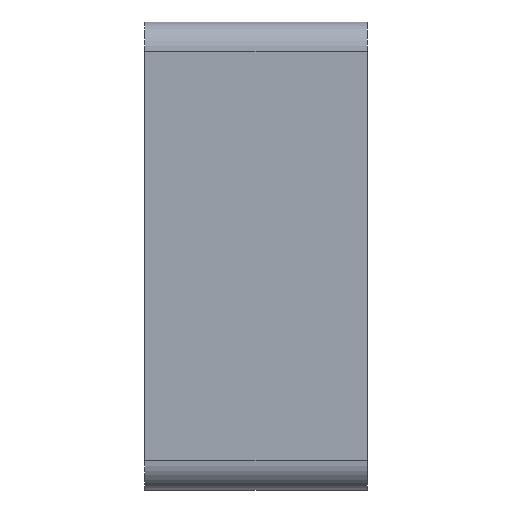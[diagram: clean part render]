
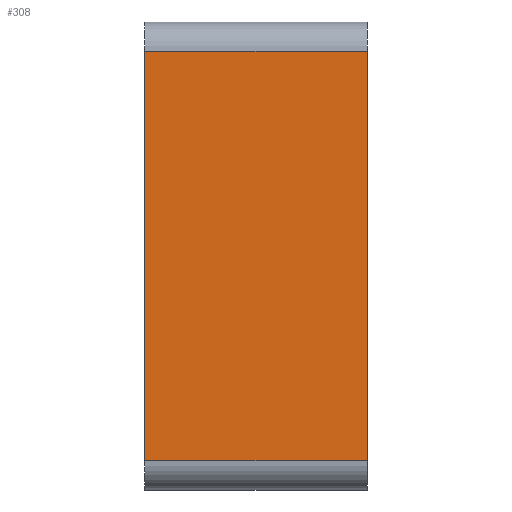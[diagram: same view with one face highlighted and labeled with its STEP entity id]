
A CAD part, left-side view. The second image highlights one B-rep face of the part: STEP entity #308.
In plain terms, the highlighted planar face has unit normal (-1, 0, 0).
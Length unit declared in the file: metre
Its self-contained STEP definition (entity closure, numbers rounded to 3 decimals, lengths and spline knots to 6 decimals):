
#28=PLANE('',#341);
#36=LINE('',#463,#66);
#41=LINE('',#485,#71);
#50=LINE('',#499,#80);
#55=LINE('',#508,#85);
#66=VECTOR('',#373,1.);
#71=VECTOR('',#392,1.);
#80=VECTOR('',#407,1.);
#85=VECTOR('',#416,1.);
#166=ORIENTED_EDGE('',*,*,#211,.F.);
#167=ORIENTED_EDGE('',*,*,#197,.T.);
#168=ORIENTED_EDGE('',*,*,#206,.T.);
#169=ORIENTED_EDGE('',*,*,#187,.T.);
#187=EDGE_CURVE('',#230,#228,#36,.T.);
#197=EDGE_CURVE('',#237,#239,#41,.T.);
#206=EDGE_CURVE('',#239,#230,#50,.T.);
#211=EDGE_CURVE('',#237,#228,#55,.T.);
#228=VERTEX_POINT('',#461);
#230=VERTEX_POINT('',#464);
#237=VERTEX_POINT('',#480);
#239=VERTEX_POINT('',#484);
#270=EDGE_LOOP('',(#166,#167,#168,#169));
#286=FACE_BOUND('',#270,.T.);
#308=ADVANCED_FACE('',(#286),#28,.F.);
#341=AXIS2_PLACEMENT_3D('',#516,#427,#428);
#373=DIRECTION('',(0.,1.,0.));
#392=DIRECTION('',(0.,-1.,0.));
#407=DIRECTION('',(0.,0.,1.));
#416=DIRECTION('',(0.,0.,1.));
#427=DIRECTION('',(1.,0.,0.));
#428=DIRECTION('',(0.,0.,-1.));
#461=CARTESIAN_POINT('',(-0.000086,0.0007,0.000892));
#463=CARTESIAN_POINT('',(-0.000086,0.0007,0.000892));
#464=CARTESIAN_POINT('',(-0.000086,-0.00006,0.000892));
#480=CARTESIAN_POINT('',(-0.000086,0.0007,-0.000508));
#484=CARTESIAN_POINT('',(-0.000086,-0.00006,-0.000508));
#485=CARTESIAN_POINT('',(-0.000086,-0.00006,-0.000508));
#499=CARTESIAN_POINT('',(-0.000086,-0.00006,0.));
#508=CARTESIAN_POINT('',(-0.000086,0.0007,0.));
#516=CARTESIAN_POINT('',(-0.000086,0.0007,0.));
